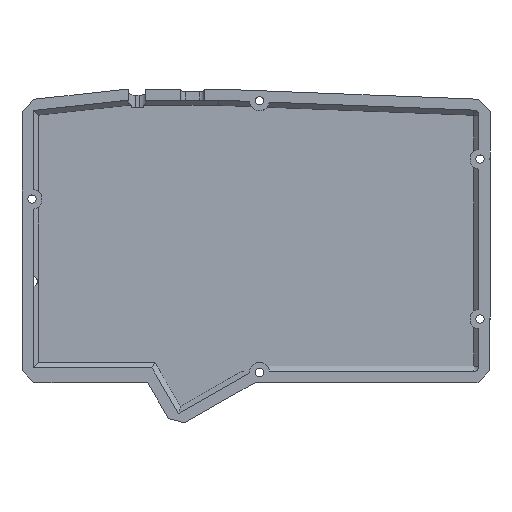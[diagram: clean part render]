
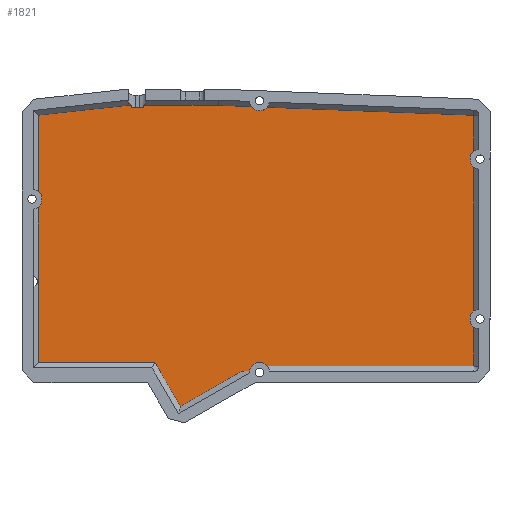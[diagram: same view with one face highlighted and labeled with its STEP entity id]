
A CAD part, top view. The second image highlights one B-rep face of the part: STEP entity #1821.
In plain terms, the highlighted planar face has unit normal (0, 0, 1).
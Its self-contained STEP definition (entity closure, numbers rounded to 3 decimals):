
#80=PLANE('',#2019);
#175=FACE_OUTER_BOUND('',#290,.T.);
#290=EDGE_LOOP('',(#1598,#1599,#1600,#1601,#1602,#1603,#1604,#1605,#1606,
#1607,#1608,#1609,#1610,#1611,#1612,#1613,#1614,#1615,#1616,#1617,#1618,
#1619,#1620,#1621));
#352=LINE('',#2620,#527);
#366=LINE('',#2671,#541);
#450=LINE('',#2936,#625);
#456=LINE('',#2956,#631);
#464=LINE('',#2982,#639);
#483=LINE('',#3039,#658);
#499=LINE('',#3074,#674);
#500=LINE('',#3077,#675);
#501=LINE('',#3078,#676);
#502=LINE('',#3079,#677);
#503=LINE('',#3080,#678);
#504=LINE('',#3082,#679);
#505=LINE('',#3084,#680);
#506=LINE('',#3086,#681);
#507=LINE('',#3088,#682);
#508=LINE('',#3089,#683);
#509=LINE('',#3091,#684);
#527=VECTOR('',#2067,10.);
#541=VECTOR('',#2111,10.);
#625=VECTOR('',#2345,10.);
#631=VECTOR('',#2371,10.);
#639=VECTOR('',#2403,10.);
#658=VECTOR('',#2470,10.);
#674=VECTOR('',#2520,10.);
#675=VECTOR('',#2523,10.);
#676=VECTOR('',#2524,10.);
#677=VECTOR('',#2525,10.);
#678=VECTOR('',#2526,10.);
#679=VECTOR('',#2527,10.);
#680=VECTOR('',#2528,10.);
#681=VECTOR('',#2529,10.);
#682=VECTOR('',#2530,10.);
#683=VECTOR('',#2531,10.);
#684=VECTOR('',#2532,10.);
#744=CIRCLE('',#1946,4.25);
#745=CIRCLE('',#1959,4.25);
#746=CIRCLE('',#1969,4.25);
#747=CIRCLE('',#1981,4.25);
#748=CIRCLE('',#1995,4.25);
#749=CIRCLE('',#2020,0.1);
#750=CIRCLE('',#2021,0.1);
#760=VERTEX_POINT('',#2617);
#761=VERTEX_POINT('',#2619);
#782=VERTEX_POINT('',#2668);
#783=VERTEX_POINT('',#2670);
#885=VERTEX_POINT('',#2914);
#886=VERTEX_POINT('',#2916);
#889=VERTEX_POINT('',#2935);
#890=VERTEX_POINT('',#2939);
#893=VERTEX_POINT('',#2955);
#895=VERTEX_POINT('',#2961);
#896=VERTEX_POINT('',#2963);
#899=VERTEX_POINT('',#2981);
#901=VERTEX_POINT('',#2987);
#902=VERTEX_POINT('',#2989);
#909=VERTEX_POINT('',#3020);
#910=VERTEX_POINT('',#3022);
#913=VERTEX_POINT('',#3038);
#915=VERTEX_POINT('',#3073);
#916=VERTEX_POINT('',#3076);
#917=VERTEX_POINT('',#3081);
#918=VERTEX_POINT('',#3083);
#919=VERTEX_POINT('',#3085);
#920=VERTEX_POINT('',#3087);
#921=VERTEX_POINT('',#3090);
#932=EDGE_CURVE('',#761,#760,#352,.T.);
#957=EDGE_CURVE('',#783,#782,#366,.T.);
#1080=EDGE_CURVE('',#886,#885,#744,.T.);
#1090=EDGE_CURVE('',#886,#889,#450,.T.);
#1092=EDGE_CURVE('',#890,#889,#745,.T.);
#1100=EDGE_CURVE('',#890,#893,#456,.T.);
#1104=EDGE_CURVE('',#896,#895,#746,.T.);
#1113=EDGE_CURVE('',#896,#899,#464,.T.);
#1117=EDGE_CURVE('',#902,#901,#747,.T.);
#1134=EDGE_CURVE('',#910,#909,#748,.T.);
#1142=EDGE_CURVE('',#910,#913,#483,.T.);
#1158=EDGE_CURVE('',#915,#885,#499,.T.);
#1159=EDGE_CURVE('',#899,#915,#749,.T.);
#1160=EDGE_CURVE('',#916,#895,#500,.T.);
#1161=EDGE_CURVE('',#783,#916,#501,.T.);
#1162=EDGE_CURVE('',#782,#761,#502,.T.);
#1163=EDGE_CURVE('',#913,#760,#503,.T.);
#1164=EDGE_CURVE('',#917,#909,#504,.T.);
#1165=EDGE_CURVE('',#918,#917,#505,.T.);
#1166=EDGE_CURVE('',#919,#918,#506,.T.);
#1167=EDGE_CURVE('',#920,#919,#507,.T.);
#1168=EDGE_CURVE('',#902,#920,#508,.T.);
#1169=EDGE_CURVE('',#921,#901,#509,.T.);
#1170=EDGE_CURVE('',#893,#921,#750,.T.);
#1598=ORIENTED_EDGE('',*,*,#1080,.T.);
#1599=ORIENTED_EDGE('',*,*,#1158,.F.);
#1600=ORIENTED_EDGE('',*,*,#1159,.F.);
#1601=ORIENTED_EDGE('',*,*,#1113,.F.);
#1602=ORIENTED_EDGE('',*,*,#1104,.T.);
#1603=ORIENTED_EDGE('',*,*,#1160,.F.);
#1604=ORIENTED_EDGE('',*,*,#1161,.F.);
#1605=ORIENTED_EDGE('',*,*,#957,.T.);
#1606=ORIENTED_EDGE('',*,*,#1162,.T.);
#1607=ORIENTED_EDGE('',*,*,#932,.T.);
#1608=ORIENTED_EDGE('',*,*,#1163,.F.);
#1609=ORIENTED_EDGE('',*,*,#1142,.F.);
#1610=ORIENTED_EDGE('',*,*,#1134,.T.);
#1611=ORIENTED_EDGE('',*,*,#1164,.F.);
#1612=ORIENTED_EDGE('',*,*,#1165,.F.);
#1613=ORIENTED_EDGE('',*,*,#1166,.F.);
#1614=ORIENTED_EDGE('',*,*,#1167,.F.);
#1615=ORIENTED_EDGE('',*,*,#1168,.F.);
#1616=ORIENTED_EDGE('',*,*,#1117,.T.);
#1617=ORIENTED_EDGE('',*,*,#1169,.F.);
#1618=ORIENTED_EDGE('',*,*,#1170,.F.);
#1619=ORIENTED_EDGE('',*,*,#1100,.F.);
#1620=ORIENTED_EDGE('',*,*,#1092,.T.);
#1621=ORIENTED_EDGE('',*,*,#1090,.F.);
#1821=ADVANCED_FACE('',(#175),#80,.F.);
#1946=AXIS2_PLACEMENT_3D('',#2917,#2318,#2319);
#1959=AXIS2_PLACEMENT_3D('',#2940,#2350,#2351);
#1969=AXIS2_PLACEMENT_3D('',#2964,#2378,#2379);
#1981=AXIS2_PLACEMENT_3D('',#2990,#2410,#2411);
#1995=AXIS2_PLACEMENT_3D('',#3023,#2449,#2450);
#2019=AXIS2_PLACEMENT_3D('',#3072,#2518,#2519);
#2020=AXIS2_PLACEMENT_3D('',#3075,#2521,#2522);
#2021=AXIS2_PLACEMENT_3D('',#3092,#2533,#2534);
#2067=DIRECTION('',(0.,1.,0.));
#2111=DIRECTION('',(0.,-1.,0.));
#2318=DIRECTION('center_axis',(0.,0.,-1.));
#2319=DIRECTION('ref_axis',(1.,0.,0.));
#2345=DIRECTION('',(0.,-1.,0.));
#2350=DIRECTION('center_axis',(0.,0.,-1.));
#2351=DIRECTION('ref_axis',(1.,0.,0.));
#2371=DIRECTION('',(0.,-1.,0.));
#2378=DIRECTION('center_axis',(0.,0.,-1.));
#2379=DIRECTION('ref_axis',(1.,0.,0.));
#2403=DIRECTION('',(0.999,-0.039,0.));
#2410=DIRECTION('center_axis',(0.,0.,-1.));
#2411=DIRECTION('ref_axis',(1.,0.,0.));
#2449=DIRECTION('center_axis',(0.,0.,-1.));
#2450=DIRECTION('ref_axis',(1.,0.,0.));
#2470=DIRECTION('',(0.,1.,0.));
#2518=DIRECTION('center_axis',(0.,0.,-1.));
#2519=DIRECTION('ref_axis',(1.,0.,0.));
#2520=DIRECTION('',(0.,-1.,0.));
#2521=DIRECTION('center_axis',(0.,0.,-1.));
#2522=DIRECTION('ref_axis',(0.039,0.999,0.));
#2523=DIRECTION('',(0.999,-0.039,0.));
#2524=DIRECTION('',(1.,0.,0.));
#2525=DIRECTION('',(-1.,0.,0.));
#2526=DIRECTION('',(0.994,0.108,0.));
#2527=DIRECTION('',(0.,1.,0.));
#2528=DIRECTION('',(-1.,0.,0.));
#2529=DIRECTION('',(-0.501,0.865,0.));
#2530=DIRECTION('',(-0.867,-0.498,0.));
#2531=DIRECTION('',(-1.,0.,0.));
#2532=DIRECTION('',(-1.,0.,0.));
#2533=DIRECTION('center_axis',(0.,0.,-1.));
#2534=DIRECTION('ref_axis',(1.,0.,0.));
#2617=CARTESIAN_POINT('',(79.212,-19.108,-5.5));
#2619=CARTESIAN_POINT('',(79.212,-20.353,-5.5));
#2620=CARTESIAN_POINT('',(79.212,-12.353,-5.5));
#2668=CARTESIAN_POINT('',(84.442,-20.353,-5.5));
#2670=CARTESIAN_POINT('',(84.442,-19.253,-5.5));
#2671=CARTESIAN_POINT('',(84.442,-12.353,-5.5));
#2914=CARTESIAN_POINT('',(224.939,-38.78,-5.5));
#2916=CARTESIAN_POINT('',(224.939,-45.425,-5.5));
#2917=CARTESIAN_POINT('Origin',(227.589,-42.103,-5.5));
#2935=CARTESIAN_POINT('',(224.939,-106.78,-5.5));
#2936=CARTESIAN_POINT('',(224.939,-94.921,-5.5));
#2939=CARTESIAN_POINT('',(224.939,-113.425,-5.5));
#2940=CARTESIAN_POINT('Origin',(227.589,-110.103,-5.5));
#2955=CARTESIAN_POINT('',(224.939,-130.103,-5.5));
#2956=CARTESIAN_POINT('',(224.939,-106.277,-5.5));
#2961=CARTESIAN_POINT('',(130.385,-19.798,-5.5));
#2963=CARTESIAN_POINT('',(137.026,-20.056,-5.5));
#2964=CARTESIAN_POINT('Origin',(133.808,-17.279,-5.5));
#2981=CARTESIAN_POINT('',(224.843,-23.465,-5.5));
#2982=CARTESIAN_POINT('',(179.804,-21.717,-5.5));
#2987=CARTESIAN_POINT('',(137.131,-130.203,-5.5));
#2989=CARTESIAN_POINT('',(129.582,-132.403,-5.5));
#2990=CARTESIAN_POINT('Origin',(133.808,-132.853,-5.5));
#3020=CARTESIAN_POINT('',(39.739,-62.425,-5.5));
#3022=CARTESIAN_POINT('',(39.739,-55.78,-5.5));
#3023=CARTESIAN_POINT('Origin',(37.089,-59.103,-5.5));
#3038=CARTESIAN_POINT('',(39.739,-23.41,-5.5));
#3039=CARTESIAN_POINT('',(39.739,-51.944,-5.5));
#3072=CARTESIAN_POINT('Origin',(132.339,-82.452,-5.5));
#3073=CARTESIAN_POINT('',(224.939,-23.565,-5.5));
#3074=CARTESIAN_POINT('',(224.939,-60.921,-5.5));
#3075=CARTESIAN_POINT('Origin',(224.839,-23.565,-5.5));
#3076=CARTESIAN_POINT('',(116.322,-19.253,-5.5));
#3077=CARTESIAN_POINT('',(132.879,-19.895,-5.5));
#3078=CARTESIAN_POINT('',(124.352,-19.253,-5.5));
#3079=CARTESIAN_POINT('',(107.083,-20.353,-5.5));
#3080=CARTESIAN_POINT('',(101.406,-16.69,-5.5));
#3081=CARTESIAN_POINT('',(39.739,-128.703,-5.5));
#3082=CARTESIAN_POINT('',(39.739,-72.134,-5.5));
#3083=CARTESIAN_POINT('',(89.358,-128.703,-5.5));
#3084=CARTESIAN_POINT('',(84.939,-128.703,-5.5));
#3085=CARTESIAN_POINT('',(100.169,-147.376,-5.5));
#3086=CARTESIAN_POINT('',(85.043,-121.25,-5.5));
#3087=CARTESIAN_POINT('',(126.265,-132.403,-5.5));
#3088=CARTESIAN_POINT('',(125.332,-132.938,-5.5));
#3089=CARTESIAN_POINT('',(131.512,-132.403,-5.5));
#3090=CARTESIAN_POINT('',(224.839,-130.203,-5.5));
#3091=CARTESIAN_POINT('',(134.43,-130.203,-5.5));
#3092=CARTESIAN_POINT('Origin',(224.839,-130.103,-5.5));
